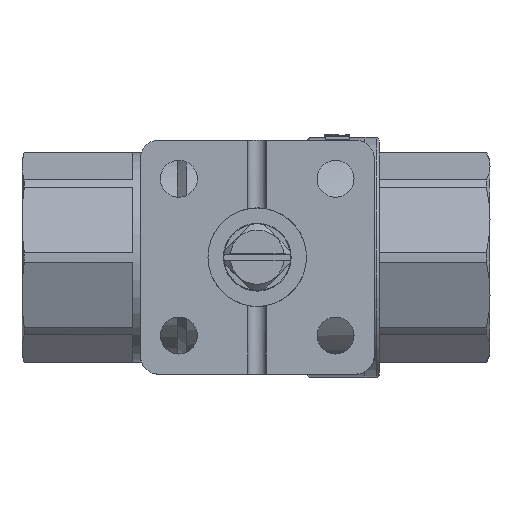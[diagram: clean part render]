
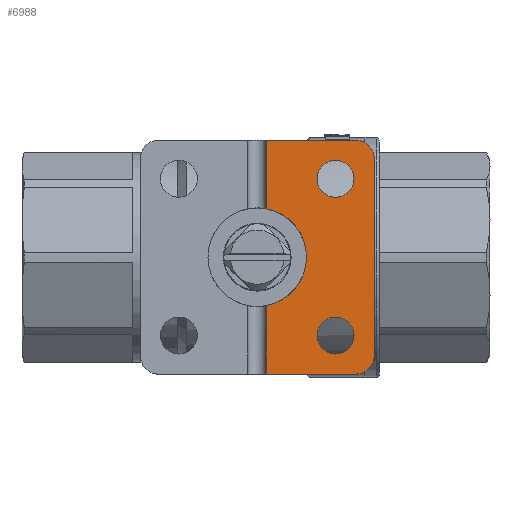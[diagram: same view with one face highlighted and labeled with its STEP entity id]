
A CAD part, top view. The second image highlights one B-rep face of the part: STEP entity #6988.
In plain terms, the highlighted planar face has unit normal (0, 0, 1).
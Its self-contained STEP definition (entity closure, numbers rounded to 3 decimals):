
#170=LINE('',#9376,#446);
#172=LINE('',#9379,#448);
#381=LINE('',#12987,#657);
#382=LINE('',#12989,#658);
#383=LINE('',#12990,#659);
#446=VECTOR('',#7880,1000.);
#448=VECTOR('',#7884,1000.);
#657=VECTOR('',#8699,1000.);
#658=VECTOR('',#8702,1000.);
#659=VECTOR('',#8703,1000.);
#857=PLANE('',#7505);
#2038=ORIENTED_EDGE('',*,*,#2938,.F.);
#2039=ORIENTED_EDGE('',*,*,#2441,.T.);
#2040=ORIENTED_EDGE('',*,*,#2939,.T.);
#2041=ORIENTED_EDGE('',*,*,#2937,.T.);
#2042=ORIENTED_EDGE('',*,*,#2462,.T.);
#2043=ORIENTED_EDGE('',*,*,#2486,.T.);
#2044=ORIENTED_EDGE('',*,*,#2466,.T.);
#2045=ORIENTED_EDGE('',*,*,#2484,.T.);
#2046=ORIENTED_EDGE('',*,*,#2435,.T.);
#2047=ORIENTED_EDGE('',*,*,#2433,.T.);
#2433=EDGE_CURVE('',#3125,#3125,#3617,.T.);
#2435=EDGE_CURVE('',#3127,#3127,#3619,.T.);
#2441=EDGE_CURVE('',#3133,#3134,#3625,.T.);
#2462=EDGE_CURVE('',#3154,#3155,#3643,.T.);
#2466=EDGE_CURVE('',#3158,#3159,#3645,.T.);
#2484=EDGE_CURVE('',#3159,#3172,#170,.T.);
#2486=EDGE_CURVE('',#3155,#3158,#172,.T.);
#2937=EDGE_CURVE('',#3476,#3154,#381,.T.);
#2938=EDGE_CURVE('',#3133,#3172,#382,.T.);
#2939=EDGE_CURVE('',#3134,#3476,#383,.T.);
#3125=VERTEX_POINT('',#9222);
#3127=VERTEX_POINT('',#9227);
#3133=VERTEX_POINT('',#9242);
#3134=VERTEX_POINT('',#9243);
#3154=VERTEX_POINT('',#9331);
#3155=VERTEX_POINT('',#9332);
#3158=VERTEX_POINT('',#9340);
#3159=VERTEX_POINT('',#9341);
#3172=VERTEX_POINT('',#9375);
#3476=VERTEX_POINT('',#12984);
#3617=CIRCLE('',#7140,3.);
#3619=CIRCLE('',#7143,3.);
#3625=CIRCLE('',#7152,8.);
#3643=CIRCLE('',#7186,3.);
#3645=CIRCLE('',#7189,3.);
#4155=EDGE_LOOP('',(#2038,#2039,#2040,#2041,#2042,#2043,#2044,#2045));
#4156=EDGE_LOOP('',(#2046));
#4157=EDGE_LOOP('',(#2047));
#4621=FACE_BOUND('',#4155,.T.);
#4622=FACE_BOUND('',#4156,.T.);
#4623=FACE_BOUND('',#4157,.T.);
#6988=ADVANCED_FACE('',(#4621,#4622,#4623),#857,.T.);
#7140=AXIS2_PLACEMENT_3D('',#9221,#7746,#7747);
#7143=AXIS2_PLACEMENT_3D('',#9226,#7752,#7753);
#7152=AXIS2_PLACEMENT_3D('',#9241,#7770,#7771);
#7186=AXIS2_PLACEMENT_3D('',#9330,#7838,#7839);
#7189=AXIS2_PLACEMENT_3D('',#9339,#7846,#7847);
#7505=AXIS2_PLACEMENT_3D('',#12988,#8700,#8701);
#7746=DIRECTION('',(0.,0.,-1.));
#7747=DIRECTION('',(1.,0.,0.));
#7752=DIRECTION('',(0.,0.,-1.));
#7753=DIRECTION('',(1.,0.,0.));
#7770=DIRECTION('',(0.,0.,-1.));
#7771=DIRECTION('',(-1.,0.,0.));
#7838=DIRECTION('',(0.,0.,1.));
#7839=DIRECTION('',(1.,0.,0.));
#7846=DIRECTION('',(0.,0.,1.));
#7847=DIRECTION('',(1.,0.,0.));
#7880=DIRECTION('',(-1.,0.,0.));
#7884=DIRECTION('',(0.,1.,0.));
#8699=DIRECTION('',(1.,0.,0.));
#8700=DIRECTION('',(0.,0.,1.));
#8701=DIRECTION('',(1.,0.,0.));
#8702=DIRECTION('',(0.,1.,0.));
#8703=DIRECTION('',(0.,-1.,0.));
#9221=CARTESIAN_POINT('',(12.728,-12.728,32.5));
#9222=CARTESIAN_POINT('',(15.728,-12.728,32.5));
#9226=CARTESIAN_POINT('',(12.728,12.728,32.5));
#9227=CARTESIAN_POINT('',(15.728,12.728,32.5));
#9241=CARTESIAN_POINT('',(0.,0.,32.5));
#9242=CARTESIAN_POINT('',(1.5,7.858,32.5));
#9243=CARTESIAN_POINT('',(1.5,-7.858,32.5));
#9330=CARTESIAN_POINT('',(16.,-16.,32.5));
#9331=CARTESIAN_POINT('',(16.,-19.,32.5));
#9332=CARTESIAN_POINT('',(19.,-16.,32.5));
#9339=CARTESIAN_POINT('',(16.,16.,32.5));
#9340=CARTESIAN_POINT('',(19.,16.,32.5));
#9341=CARTESIAN_POINT('',(16.,19.,32.5));
#9375=CARTESIAN_POINT('',(1.5,19.,32.5));
#9376=CARTESIAN_POINT('',(19.,19.,32.5));
#9379=CARTESIAN_POINT('',(19.,-19.,32.5));
#12984=CARTESIAN_POINT('',(1.5,-19.,32.5));
#12987=CARTESIAN_POINT('',(-19.,-19.,32.5));
#12988=CARTESIAN_POINT('',(0.,0.,32.5));
#12989=CARTESIAN_POINT('',(1.5,7.5,32.5));
#12990=CARTESIAN_POINT('',(1.5,-7.5,32.5));
